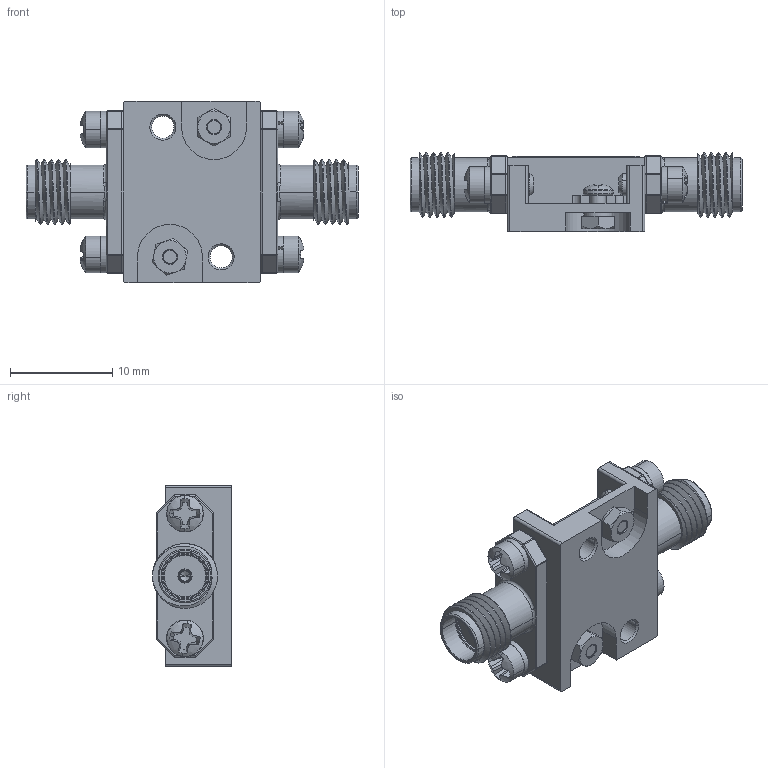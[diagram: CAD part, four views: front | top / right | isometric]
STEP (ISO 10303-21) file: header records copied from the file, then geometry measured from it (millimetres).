
FILE_DESCRIPTION (( 'STEP AP214' ), '1' );
FILE_NAME ('LM-10M40G-15DBM-4W-AGAL.STEP', '2025-08-18T18:41:56', ( '' ), ( '' ), 'SwSTEP 2.0', 'SolidWorks 2024', '' );
FILE_SCHEMA (( 'AUTOMOTIVE_DESIGN' ));
Length unit declared in the file: inch
Products named in the file (1): LM-10M40G-15DBM-4W-AGAL
Bounding box: 32.51 x 7.72 x 17.78 mm (x, y, z)
Volume: 1894.8 mm3; surface area: 3168.1 mm2
Topology: 25 solids, 25 shells, 903 faces, 3108 edges, 2373 vertices
Faces by surface type: plane 392, cylinder 267, cone 104, torus 88, sphere 44, bspline 8
Entity records: 46593 total; most frequent: CARTESIAN_POINT 13292, ORIENTED_EDGE 6136, DIRECTION 5111, EDGE_CURVE 3068, VERTEX_POINT 2373, AXIS2_PLACEMENT_3D 1780, VECTOR 1551, LINE 1551
